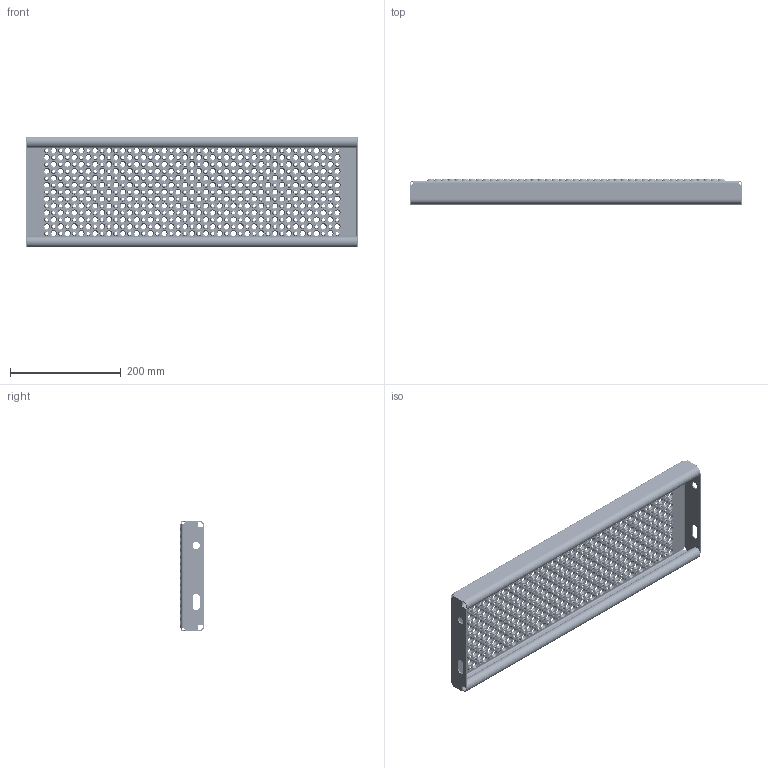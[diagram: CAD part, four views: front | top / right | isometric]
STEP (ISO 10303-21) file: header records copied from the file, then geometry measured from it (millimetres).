
FILE_DESCRIPTION (( 'STEP AP203' ), '1' );
FILE_NAME ('20622_ACHILTRIN_200x600x45_M_OPTRÆK.STEP', '2011-08-15T07:35:29', ( 'JKJ' ), ( '' ), 'SwSTEP 2.0', 'SolidWorks 2011', '' );
FILE_SCHEMA (( 'CONFIG_CONTROL_DESIGN' ));
Products named in the file (1): 20622_ACHILTRIN_200x600x45_M_OPTRÆK
Bounding box: 600 x 45 x 200 mm (x, y, z)
Volume: 454523.1 mm3; surface area: 478192.5 mm2
Topology: 1 solids, 1 shells, 4597 faces, 10520 edges, 6570 vertices
Faces by surface type: cone 2580, cylinder 1326, plane 683, bspline 8
Entity records: 134537 total; most frequent: DIRECTION 26174, CARTESIAN_POINT 22280, ORIENTED_EDGE 21040, AXIS2_PLACEMENT_3D 11096, EDGE_CURVE 10520, VERTEX_POINT 6570, EDGE_LOOP 6540, CIRCLE 6506
